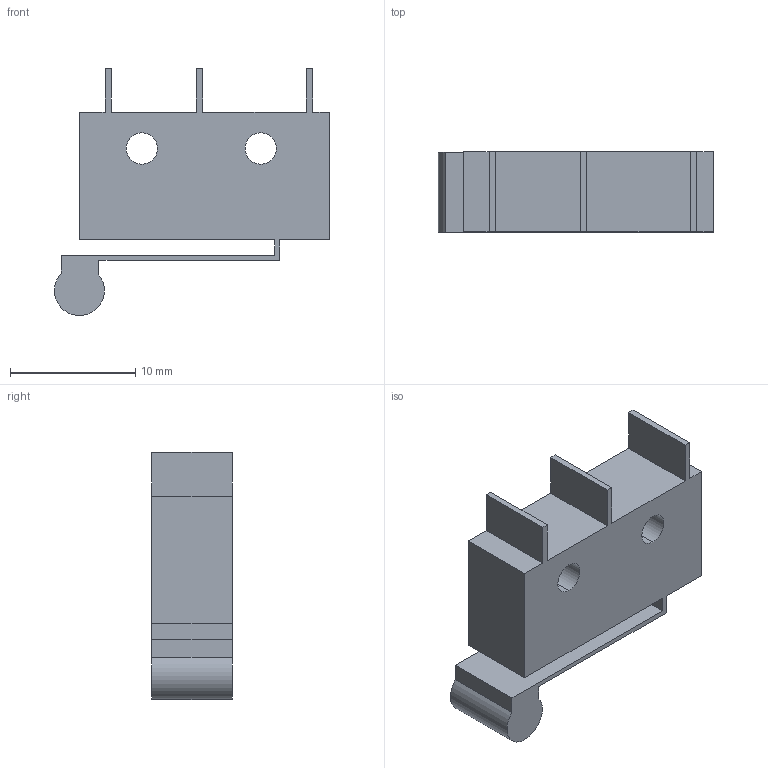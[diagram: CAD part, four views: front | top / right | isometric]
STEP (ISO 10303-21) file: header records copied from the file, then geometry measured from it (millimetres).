
FILE_DESCRIPTION (( 'STEP AP203' ), '1' );
FILE_NAME ('Limit Switch.STEP', '2025-04-05T17:47:56', ( '' ), ( '' ), 'SwSTEP 2.0', 'SolidWorks 2024', '' );
FILE_SCHEMA (( 'CONFIG_CONTROL_DESIGN' ));
Length unit declared in the file: millimetre
Products named in the file (1): Limit Switch
Bounding box: 22 x 6.4 x 19.76 mm (x, y, z)
Volume: 1416.5 mm3; surface area: 1356.7 mm2
Topology: 1 solids, 1 shells, 31 faces, 87 edges, 58 vertices
Faces by surface type: plane 25, cylinder 6
Entity records: 1078 total; most frequent: CARTESIAN_POINT 177, ORIENTED_EDGE 174, DIRECTION 163, EDGE_CURVE 87, LINE 75, VECTOR 75, VERTEX_POINT 58, AXIS2_PLACEMENT_3D 44
